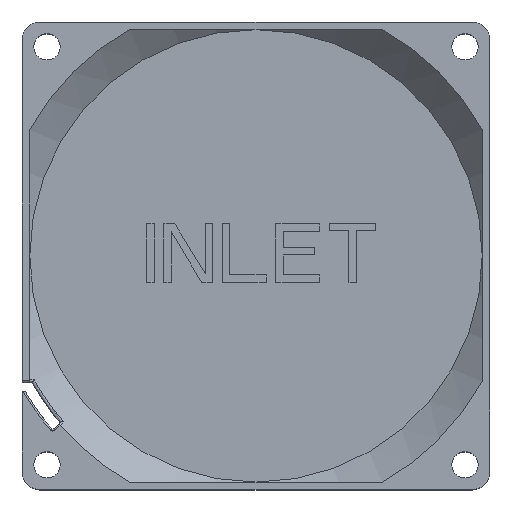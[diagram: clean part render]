
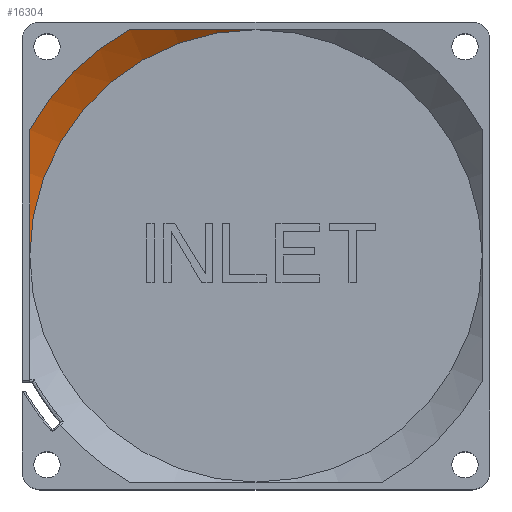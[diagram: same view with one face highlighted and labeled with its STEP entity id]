
A CAD part, top view. The second image highlights one B-rep face of the part: STEP entity #16304.
In plain terms, the highlighted conical face has half-angle 47.508 degrees and reference radius 41.5 mm.
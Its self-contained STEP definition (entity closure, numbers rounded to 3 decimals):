
#3072=CARTESIAN_POINT('',(0.,0.,12.02));
#3073=DIRECTION('',(0.,0.,-1.));
#3074=DIRECTION('',(-1.,0.,0.));
#3075=AXIS2_PLACEMENT_3D('',#3072,#3073,#3074);
#3077=CARTESIAN_POINT('',(-38.7,0.,12.02));
#3078=CARTESIAN_POINT('',(-38.7,1.37,12.02));
#3079=CARTESIAN_POINT('',(-38.7,4.131,12.145));
#3080=CARTESIAN_POINT('',(-38.7,8.632,12.825));
#3081=CARTESIAN_POINT('',(-38.7,12.594,13.793));
#3082=CARTESIAN_POINT('',(-38.7,17.012,15.232));
#3083=CARTESIAN_POINT('',(-38.7,20.019,16.463));
#3084=CARTESIAN_POINT('',(-38.7,21.559,17.15));
#3086=CARTESIAN_POINT('',(-21.559,38.7,17.15));
#3087=CARTESIAN_POINT('',(-19.961,38.7,16.438));
#3088=CARTESIAN_POINT('',(-16.858,38.7,15.179));
#3089=CARTESIAN_POINT('',(-12.662,38.7,13.811));
#3090=CARTESIAN_POINT('',(-8.428,38.7,12.782));
#3091=CARTESIAN_POINT('',(-4.086,38.7,12.147));
#3092=CARTESIAN_POINT('',(-1.348,38.7,12.02));
#3093=CARTESIAN_POINT('',(0.001,38.7,12.02));
#3222=CARTESIAN_POINT('',(0.,0.,17.15));
#3223=DIRECTION('',(0.,0.,1.));
#3224=DIRECTION('',(-0.487,0.874,0.));
#3225=AXIS2_PLACEMENT_3D('',#3222,#3223,#3224);
#9274=CARTESIAN_POINT('',(-21.559,38.7,17.15));
#9275=VERTEX_POINT('',#9274);
#9276=CARTESIAN_POINT('',(-38.7,21.559,17.15));
#9277=VERTEX_POINT('',#9276);
#10592=CARTESIAN_POINT('',(-38.7,0.,12.02));
#10594=VERTEX_POINT('',#10592);
#10598=CARTESIAN_POINT('',(0.,38.7,12.02));
#10599=VERTEX_POINT('',#10598);
#16290=CARTESIAN_POINT('',(0.,0.,14.585));
#16291=DIRECTION('',(0.,0.,1.));
#16292=DIRECTION('',(-1.,0.,0.));
#16293=AXIS2_PLACEMENT_3D('',#16290,#16291,#16292);
#16294=CONICAL_SURFACE('',#16293,41.5,47.508);
#16295=ORIENTED_EDGE('',*,*,#16191,.F.);
#16297=ORIENTED_EDGE('',*,*,#16296,.T.);
#16299=ORIENTED_EDGE('',*,*,#16298,.F.);
#16301=ORIENTED_EDGE('',*,*,#16300,.T.);
#16302=EDGE_LOOP('',(#16295,#16297,#16299,#16301));
#16303=FACE_OUTER_BOUND('',#16302,.F.);
#3076=CIRCLE('',#3075,38.7);
#3085=B_SPLINE_CURVE_WITH_KNOTS('',3,(#3077,#3078,#3079,#3080,#3081,#3082,#3083,
#3084),.UNSPECIFIED.,.F.,.F.,(4,1,1,1,1,4),(0.,0.2,0.4,0.6,0.8,1.),
.UNSPECIFIED.);
#3094=B_SPLINE_CURVE_WITH_KNOTS('',3,(#3086,#3087,#3088,#3089,#3090,#3091,#3092,
#3093),.UNSPECIFIED.,.F.,.F.,(4,1,1,1,1,4),(0.,0.2,0.4,0.6,0.8,1.),
.UNSPECIFIED.);
#3226=CIRCLE('',#3225,44.3);
#16191=EDGE_CURVE('',#10594,#10599,#3076,.T.);
#16296=EDGE_CURVE('',#10594,#9277,#3085,.T.);
#16298=EDGE_CURVE('',#9275,#9277,#3226,.T.);
#16300=EDGE_CURVE('',#9275,#10599,#3094,.T.);
#16304=ADVANCED_FACE('',(#16303),#16294,.F.);
